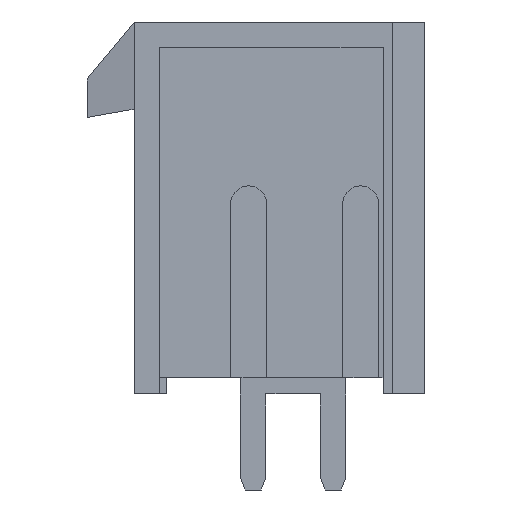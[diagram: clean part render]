
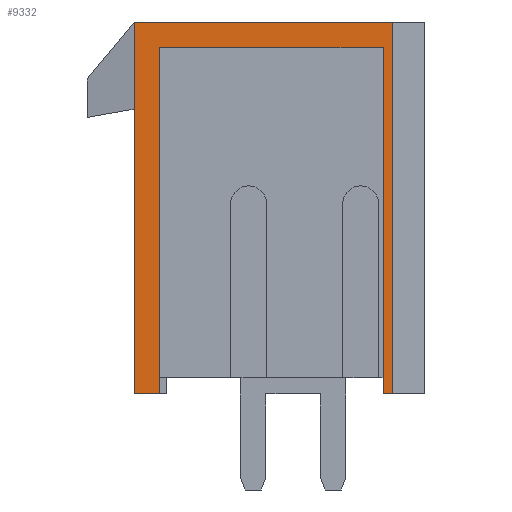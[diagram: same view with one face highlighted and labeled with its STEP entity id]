
A CAD part, left-side view. The second image highlights one B-rep face of the part: STEP entity #9332.
In plain terms, the highlighted planar face has unit normal (-1, 0, 0).
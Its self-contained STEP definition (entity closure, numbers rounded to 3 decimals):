
#22 = VERTEX_POINT('',#23);
#23 = CARTESIAN_POINT('',(-6.741,-2.115,-0.379));
#32 = PLANE('',#33);
#33 = AXIS2_PLACEMENT_3D('',#34,#35,#36);
#34 = CARTESIAN_POINT('',(3.8,2.,-0.379));
#35 = DIRECTION('',(0.,0.,1.));
#36 = DIRECTION('',(-1.,0.,0.));
#44 = PLANE('',#45);
#45 = AXIS2_PLACEMENT_3D('',#46,#47,#48);
#46 = CARTESIAN_POINT('',(-6.741,-2.115,-0.379));
#47 = DIRECTION('',(0.,-1.,0.));
#48 = DIRECTION('',(0.,0.,1.));
#56 = EDGE_CURVE('',#22,#57,#59,.T.);
#57 = VERTEX_POINT('',#58);
#58 = CARTESIAN_POINT('',(-6.741,-2.496,-0.379));
#59 = SURFACE_CURVE('',#60,(#64,#71),.PCURVE_S1.);
#60 = LINE('',#61,#62);
#61 = CARTESIAN_POINT('',(-6.741,-2.115,-0.379));
#62 = VECTOR('',#63,1.);
#63 = DIRECTION('',(0.,-1.,0.));
#64 = PCURVE('',#32,#65);
#65 = DEFINITIONAL_REPRESENTATION('',(#66),#70);
#66 = LINE('',#67,#68);
#67 = CARTESIAN_POINT('',(10.541,4.115));
#68 = VECTOR('',#69,1.);
#69 = DIRECTION('',(0.,1.));
#70 = ( GEOMETRIC_REPRESENTATION_CONTEXT(2) 
PARAMETRIC_REPRESENTATION_CONTEXT() REPRESENTATION_CONTEXT('2D SPACE',''
  ) );
#71 = PCURVE('',#72,#77);
#72 = PLANE('',#73);
#73 = AXIS2_PLACEMENT_3D('',#74,#75,#76);
#74 = CARTESIAN_POINT('',(-6.741,7.766,-0.379));
#75 = DIRECTION('',(-1.,0.,0.));
#76 = DIRECTION('',(0.,-1.,0.));
#77 = DEFINITIONAL_REPRESENTATION('',(#78),#82);
#78 = LINE('',#79,#80);
#79 = CARTESIAN_POINT('',(9.881,0.));
#80 = VECTOR('',#81,1.);
#81 = DIRECTION('',(1.,0.));
#82 = ( GEOMETRIC_REPRESENTATION_CONTEXT(2) 
PARAMETRIC_REPRESENTATION_CONTEXT() REPRESENTATION_CONTEXT('2D SPACE',''
  ) );
#100 = PLANE('',#101);
#101 = AXIS2_PLACEMENT_3D('',#102,#103,#104);
#102 = CARTESIAN_POINT('',(-6.741,-2.496,-0.379));
#103 = DIRECTION('',(-0.707,-0.707,0.
    ));
#104 = DIRECTION('',(0.707,-0.707,0.)
  );
#170 = VERTEX_POINT('',#171);
#171 = CARTESIAN_POINT('',(-6.741,6.75,-0.379));
#180 = PLANE('',#181);
#181 = AXIS2_PLACEMENT_3D('',#182,#183,#184);
#182 = CARTESIAN_POINT('',(3.8,2.,-0.379));
#183 = DIRECTION('',(0.,0.,1.));
#184 = DIRECTION('',(-1.,0.,0.));
#192 = PLANE('',#193);
#193 = AXIS2_PLACEMENT_3D('',#194,#195,#196);
#194 = CARTESIAN_POINT('',(-6.741,6.75,13.363));
#195 = DIRECTION('',(0.,1.,0.));
#196 = DIRECTION('',(0.,0.,-1.));
#233 = VERTEX_POINT('',#234);
#234 = CARTESIAN_POINT('',(-6.741,7.766,-0.379));
#248 = PLANE('',#249);
#249 = AXIS2_PLACEMENT_3D('',#250,#251,#252);
#250 = CARTESIAN_POINT('',(14.341,7.766,-0.379));
#251 = DIRECTION('',(0.,1.,0.));
#252 = DIRECTION('',(-1.,0.,0.));
#260 = EDGE_CURVE('',#233,#170,#261,.T.);
#261 = SURFACE_CURVE('',#262,(#266,#273),.PCURVE_S1.);
#262 = LINE('',#263,#264);
#263 = CARTESIAN_POINT('',(-6.741,7.766,-0.379));
#264 = VECTOR('',#265,1.);
#265 = DIRECTION('',(0.,-1.,0.));
#266 = PCURVE('',#180,#267);
#267 = DEFINITIONAL_REPRESENTATION('',(#268),#272);
#268 = LINE('',#269,#270);
#269 = CARTESIAN_POINT('',(10.541,-5.766));
#270 = VECTOR('',#271,1.);
#271 = DIRECTION('',(0.,1.));
#272 = ( GEOMETRIC_REPRESENTATION_CONTEXT(2) 
PARAMETRIC_REPRESENTATION_CONTEXT() REPRESENTATION_CONTEXT('2D SPACE',''
  ) );
#273 = PCURVE('',#72,#274);
#274 = DEFINITIONAL_REPRESENTATION('',(#275),#279);
#275 = LINE('',#276,#277);
#276 = CARTESIAN_POINT('',(0.,0.));
#277 = VECTOR('',#278,1.);
#278 = DIRECTION('',(1.,0.));
#279 = ( GEOMETRIC_REPRESENTATION_CONTEXT(2) 
PARAMETRIC_REPRESENTATION_CONTEXT() REPRESENTATION_CONTEXT('2D SPACE',''
  ) );
#595 = VERTEX_POINT('',#596);
#596 = CARTESIAN_POINT('',(-6.741,-2.115,13.363));
#610 = PLANE('',#611);
#611 = AXIS2_PLACEMENT_3D('',#612,#613,#614);
#612 = CARTESIAN_POINT('',(-6.741,-2.115,13.363));
#613 = DIRECTION('',(0.,0.,1.));
#614 = DIRECTION('',(0.,1.,0.));
#622 = EDGE_CURVE('',#22,#595,#623,.T.);
#623 = SURFACE_CURVE('',#624,(#628,#635),.PCURVE_S1.);
#624 = LINE('',#625,#626);
#625 = CARTESIAN_POINT('',(-6.741,-2.115,-0.379));
#626 = VECTOR('',#627,1.);
#627 = DIRECTION('',(0.,0.,1.));
#628 = PCURVE('',#44,#629);
#629 = DEFINITIONAL_REPRESENTATION('',(#630),#634);
#630 = LINE('',#631,#632);
#631 = CARTESIAN_POINT('',(0.,-0.));
#632 = VECTOR('',#633,1.);
#633 = DIRECTION('',(1.,0.));
#634 = ( GEOMETRIC_REPRESENTATION_CONTEXT(2) 
PARAMETRIC_REPRESENTATION_CONTEXT() REPRESENTATION_CONTEXT('2D SPACE',''
  ) );
#635 = PCURVE('',#72,#636);
#636 = DEFINITIONAL_REPRESENTATION('',(#637),#641);
#637 = LINE('',#638,#639);
#638 = CARTESIAN_POINT('',(9.881,0.));
#639 = VECTOR('',#640,1.);
#640 = DIRECTION('',(0.,1.));
#641 = ( GEOMETRIC_REPRESENTATION_CONTEXT(2) 
PARAMETRIC_REPRESENTATION_CONTEXT() REPRESENTATION_CONTEXT('2D SPACE',''
  ) );
#4281 = PLANE('',#4282);
#4282 = AXIS2_PLACEMENT_3D('',#4283,#4284,#4285);
#4283 = CARTESIAN_POINT('',(3.8,2.,14.379));
#4284 = DIRECTION('',(0.,0.,1.));
#4285 = DIRECTION('',(-1.,0.,0.));
#5459 = VERTEX_POINT('',#5460);
#5460 = CARTESIAN_POINT('',(-6.741,7.766,14.379));
#5481 = EDGE_CURVE('',#233,#5459,#5482,.T.);
#5482 = SURFACE_CURVE('',#5483,(#5487,#5494),.PCURVE_S1.);
#5483 = LINE('',#5484,#5485);
#5484 = CARTESIAN_POINT('',(-6.741,7.766,-0.379));
#5485 = VECTOR('',#5486,1.);
#5486 = DIRECTION('',(0.,0.,1.));
#5487 = PCURVE('',#248,#5488);
#5488 = DEFINITIONAL_REPRESENTATION('',(#5489),#5493);
#5489 = LINE('',#5490,#5491);
#5490 = CARTESIAN_POINT('',(21.082,0.));
#5491 = VECTOR('',#5492,1.);
#5492 = DIRECTION('',(0.,1.));
#5493 = ( GEOMETRIC_REPRESENTATION_CONTEXT(2) 
PARAMETRIC_REPRESENTATION_CONTEXT() REPRESENTATION_CONTEXT('2D SPACE',''
  ) );
#5494 = PCURVE('',#72,#5495);
#5495 = DEFINITIONAL_REPRESENTATION('',(#5496),#5500);
#5496 = LINE('',#5497,#5498);
#5497 = CARTESIAN_POINT('',(0.,0.));
#5498 = VECTOR('',#5499,1.);
#5499 = DIRECTION('',(0.,1.));
#5500 = ( GEOMETRIC_REPRESENTATION_CONTEXT(2) 
PARAMETRIC_REPRESENTATION_CONTEXT() REPRESENTATION_CONTEXT('2D SPACE',''
  ) );
#6634 = VERTEX_POINT('',#6635);
#6635 = CARTESIAN_POINT('',(-6.741,-2.496,14.379));
#6656 = EDGE_CURVE('',#5459,#6634,#6657,.T.);
#6657 = SURFACE_CURVE('',#6658,(#6662,#6669),.PCURVE_S1.);
#6658 = LINE('',#6659,#6660);
#6659 = CARTESIAN_POINT('',(-6.741,7.766,14.379));
#6660 = VECTOR('',#6661,1.);
#6661 = DIRECTION('',(0.,-1.,0.));
#6662 = PCURVE('',#4281,#6663);
#6663 = DEFINITIONAL_REPRESENTATION('',(#6664),#6668);
#6664 = LINE('',#6665,#6666);
#6665 = CARTESIAN_POINT('',(10.541,-5.766));
#6666 = VECTOR('',#6667,1.);
#6667 = DIRECTION('',(0.,1.));
#6668 = ( GEOMETRIC_REPRESENTATION_CONTEXT(2) 
PARAMETRIC_REPRESENTATION_CONTEXT() REPRESENTATION_CONTEXT('2D SPACE',''
  ) );
#6669 = PCURVE('',#72,#6670);
#6670 = DEFINITIONAL_REPRESENTATION('',(#6671),#6675);
#6671 = LINE('',#6672,#6673);
#6672 = CARTESIAN_POINT('',(0.,14.757));
#6673 = VECTOR('',#6674,1.);
#6674 = DIRECTION('',(1.,0.));
#6675 = ( GEOMETRIC_REPRESENTATION_CONTEXT(2) 
PARAMETRIC_REPRESENTATION_CONTEXT() REPRESENTATION_CONTEXT('2D SPACE',''
  ) );
#9310 = EDGE_CURVE('',#57,#6634,#9311,.T.);
#9311 = SURFACE_CURVE('',#9312,(#9316,#9323),.PCURVE_S1.);
#9312 = LINE('',#9313,#9314);
#9313 = CARTESIAN_POINT('',(-6.741,-2.496,-0.379));
#9314 = VECTOR('',#9315,1.);
#9315 = DIRECTION('',(0.,0.,1.));
#9316 = PCURVE('',#100,#9317);
#9317 = DEFINITIONAL_REPRESENTATION('',(#9318),#9322);
#9318 = LINE('',#9319,#9320);
#9319 = CARTESIAN_POINT('',(0.,0.));
#9320 = VECTOR('',#9321,1.);
#9321 = DIRECTION('',(0.,1.));
#9322 = ( GEOMETRIC_REPRESENTATION_CONTEXT(2) 
PARAMETRIC_REPRESENTATION_CONTEXT() REPRESENTATION_CONTEXT('2D SPACE',''
  ) );
#9323 = PCURVE('',#72,#9324);
#9324 = DEFINITIONAL_REPRESENTATION('',(#9325),#9329);
#9325 = LINE('',#9326,#9327);
#9326 = CARTESIAN_POINT('',(10.262,0.));
#9327 = VECTOR('',#9328,1.);
#9328 = DIRECTION('',(0.,1.));
#9329 = ( GEOMETRIC_REPRESENTATION_CONTEXT(2) 
PARAMETRIC_REPRESENTATION_CONTEXT() REPRESENTATION_CONTEXT('2D SPACE',''
  ) );
#9332 = ADVANCED_FACE('',(#9333),#72,.T.);
#9333 = FACE_BOUND('',#9334,.F.);
#9334 = EDGE_LOOP('',(#9335,#9336,#9359,#9380,#9381,#9382,#9383,#9384));
#9335 = ORIENTED_EDGE('',*,*,#622,.T.);
#9336 = ORIENTED_EDGE('',*,*,#9337,.T.);
#9337 = EDGE_CURVE('',#595,#9338,#9340,.T.);
#9338 = VERTEX_POINT('',#9339);
#9339 = CARTESIAN_POINT('',(-6.741,6.75,13.363));
#9340 = SURFACE_CURVE('',#9341,(#9345,#9352),.PCURVE_S1.);
#9341 = LINE('',#9342,#9343);
#9342 = CARTESIAN_POINT('',(-6.741,-2.115,13.363));
#9343 = VECTOR('',#9344,1.);
#9344 = DIRECTION('',(0.,1.,0.));
#9345 = PCURVE('',#72,#9346);
#9346 = DEFINITIONAL_REPRESENTATION('',(#9347),#9351);
#9347 = LINE('',#9348,#9349);
#9348 = CARTESIAN_POINT('',(9.881,13.741));
#9349 = VECTOR('',#9350,1.);
#9350 = DIRECTION('',(-1.,0.));
#9351 = ( GEOMETRIC_REPRESENTATION_CONTEXT(2) 
PARAMETRIC_REPRESENTATION_CONTEXT() REPRESENTATION_CONTEXT('2D SPACE',''
  ) );
#9352 = PCURVE('',#610,#9353);
#9353 = DEFINITIONAL_REPRESENTATION('',(#9354),#9358);
#9354 = LINE('',#9355,#9356);
#9355 = CARTESIAN_POINT('',(0.,-0.));
#9356 = VECTOR('',#9357,1.);
#9357 = DIRECTION('',(1.,0.));
#9358 = ( GEOMETRIC_REPRESENTATION_CONTEXT(2) 
PARAMETRIC_REPRESENTATION_CONTEXT() REPRESENTATION_CONTEXT('2D SPACE',''
  ) );
#9359 = ORIENTED_EDGE('',*,*,#9360,.F.);
#9360 = EDGE_CURVE('',#170,#9338,#9361,.T.);
#9361 = SURFACE_CURVE('',#9362,(#9366,#9373),.PCURVE_S1.);
#9362 = LINE('',#9363,#9364);
#9363 = CARTESIAN_POINT('',(-6.741,6.75,-0.379));
#9364 = VECTOR('',#9365,1.);
#9365 = DIRECTION('',(0.,0.,1.));
#9366 = PCURVE('',#72,#9367);
#9367 = DEFINITIONAL_REPRESENTATION('',(#9368),#9372);
#9368 = LINE('',#9369,#9370);
#9369 = CARTESIAN_POINT('',(1.016,0.));
#9370 = VECTOR('',#9371,1.);
#9371 = DIRECTION('',(0.,1.));
#9372 = ( GEOMETRIC_REPRESENTATION_CONTEXT(2) 
PARAMETRIC_REPRESENTATION_CONTEXT() REPRESENTATION_CONTEXT('2D SPACE',''
  ) );
#9373 = PCURVE('',#192,#9374);
#9374 = DEFINITIONAL_REPRESENTATION('',(#9375),#9379);
#9375 = LINE('',#9376,#9377);
#9376 = CARTESIAN_POINT('',(13.741,0.));
#9377 = VECTOR('',#9378,1.);
#9378 = DIRECTION('',(-1.,0.));
#9379 = ( GEOMETRIC_REPRESENTATION_CONTEXT(2) 
PARAMETRIC_REPRESENTATION_CONTEXT() REPRESENTATION_CONTEXT('2D SPACE',''
  ) );
#9380 = ORIENTED_EDGE('',*,*,#260,.F.);
#9381 = ORIENTED_EDGE('',*,*,#5481,.T.);
#9382 = ORIENTED_EDGE('',*,*,#6656,.T.);
#9383 = ORIENTED_EDGE('',*,*,#9310,.F.);
#9384 = ORIENTED_EDGE('',*,*,#56,.F.);
